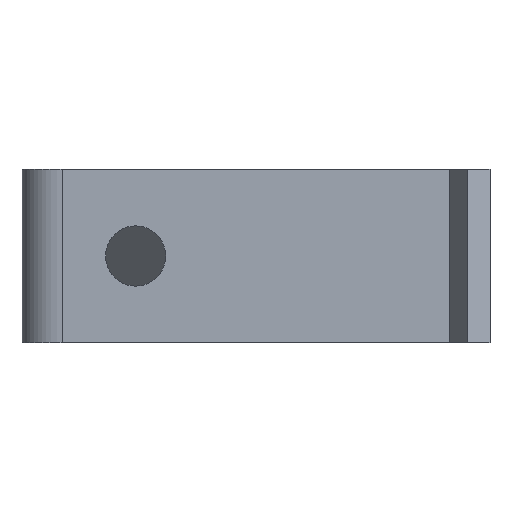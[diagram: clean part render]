
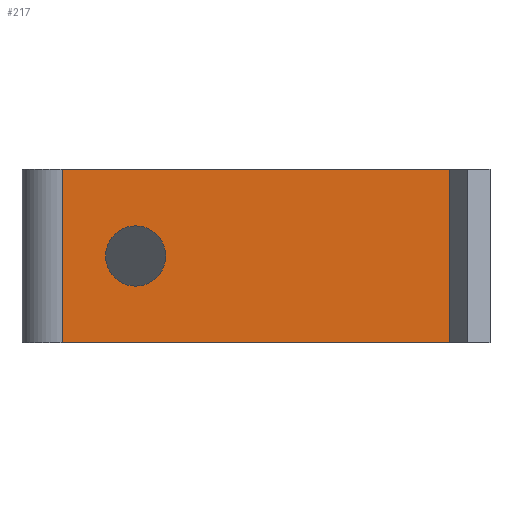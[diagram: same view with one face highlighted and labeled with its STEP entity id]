
A CAD part, left-side view. The second image highlights one B-rep face of the part: STEP entity #217.
In plain terms, the highlighted planar face has unit normal (-1, 0, 0).
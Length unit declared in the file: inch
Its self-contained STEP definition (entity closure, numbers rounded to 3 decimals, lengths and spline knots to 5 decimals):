
#135=EDGE_CURVE('',#312,#256,#313,.T.);
#141=EDGE_CURVE('',#305,#256,#322,.T.);
#173=EDGE_CURVE('',#308,#312,#363,.T.);
#181=EDGE_CURVE('',#305,#308,#373,.T.);
#217=ADVANCED_FACE('',(#420,#421),#422,.T.);
#256=VERTEX_POINT('',#465);
#305=VERTEX_POINT('',#556);
#308=VERTEX_POINT('',#563);
#312=VERTEX_POINT('',#569);
#313=LINE('',#570,#571);
#322=LINE('',#583,#584);
#363=LINE('',#661,#662);
#373=LINE('',#681,#682);
#420=FACE_BOUND('',#784,.T.);
#421=FACE_OUTER_BOUND('',#785,.T.);
#422=PLANE('',#786);
#465=CARTESIAN_POINT('',(-0.13983,4.00081,1.625));
#556=CARTESIAN_POINT('',(-0.13983,4.00081,0.0));
#563=CARTESIAN_POINT('',(-0.13983,0.37592,0.0));
#569=CARTESIAN_POINT('',(-0.13983,0.37592,1.625));
#570=CARTESIAN_POINT('',(-0.13983,4.00081,1.625));
#571=VECTOR('',#904,1.0);
#583=CARTESIAN_POINT('',(-0.13983,4.00081,0.0));
#584=VECTOR('',#914,1.0);
#661=CARTESIAN_POINT('',(-0.13983,0.37592,0.0));
#662=VECTOR('',#940,1.0);
#681=CARTESIAN_POINT('',(-0.13983,4.00081,0.0));
#682=VECTOR('',#948,1.0);
#784=EDGE_LOOP('',(#1024,#1025,#1026,#1027));
#785=EDGE_LOOP('',(#1028,#1029,#1030,#1031));
#786=AXIS2_PLACEMENT_3D('',#1032,#1033,#1034);
#904=DIRECTION('',(0.0,1.0,0.0));
#914=DIRECTION('',(0.0,0.0,1.0));
#940=DIRECTION('',(0.0,0.0,1.0));
#948=DIRECTION('',(0.0,-1.0,0.0));
#1024=ORIENTED_EDGE('',*,*,#1104,.T.);
#1025=ORIENTED_EDGE('',*,*,#1107,.T.);
#1026=ORIENTED_EDGE('',*,*,#1074,.T.);
#1027=ORIENTED_EDGE('',*,*,#1088,.T.);
#1028=ORIENTED_EDGE('',*,*,#135,.T.);
#1029=ORIENTED_EDGE('',*,*,#141,.F.);
#1030=ORIENTED_EDGE('',*,*,#181,.T.);
#1031=ORIENTED_EDGE('',*,*,#173,.T.);
#1032=CARTESIAN_POINT('',(-0.13983,2.18837,0.0));
#1033=DIRECTION('',(-1.0,0.0,0.0));
#1034=DIRECTION('',(0.0,-1.0,0.0));
#1074=EDGE_CURVE('',#1147,#1145,#1148,.T.);
#1088=EDGE_CURVE('',#1145,#1168,#1170,.T.);
#1104=EDGE_CURVE('',#1168,#1189,#1191,.T.);
#1107=EDGE_CURVE('',#1189,#1147,#1194,.T.);
#1145=VERTEX_POINT('',#1246);
#1147=VERTEX_POINT('',#1249);
#1148=B_SPLINE_CURVE_WITH_KNOTS('',3,(#1250,#1251,#1252,#1253),.UNSPECIFIED.,.F.,.F.,(4,4),(0.0,1.0),.UNSPECIFIED.);
#1168=VERTEX_POINT('',#1298);
#1170=B_SPLINE_CURVE_WITH_KNOTS('',3,(#1301,#1302,#1303,#1304),.UNSPECIFIED.,.F.,.F.,(4,4),(0.0,1.0),.UNSPECIFIED.);
#1189=VERTEX_POINT('',#1338);
#1191=B_SPLINE_CURVE_WITH_KNOTS('',3,(#1341,#1342,#1343,#1344),.UNSPECIFIED.,.F.,.F.,(4,4),(0.0,1.0),.UNSPECIFIED.);
#1194=B_SPLINE_CURVE_WITH_KNOTS('',3,(#1347,#1348,#1349,#1350),.UNSPECIFIED.,.F.,.F.,(4,4),(0.0,1.0),.UNSPECIFIED.);
#1246=CARTESIAN_POINT('',(-0.13983,3.03206,0.8125));
#1249=CARTESIAN_POINT('',(-0.13983,3.31331,1.09375));
#1250=CARTESIAN_POINT('',(-0.13983,3.31331,1.09375));
#1251=CARTESIAN_POINT('',(-0.13983,3.15798,1.09375));
#1252=CARTESIAN_POINT('',(-0.13983,3.03206,0.96783));
#1253=CARTESIAN_POINT('',(-0.13983,3.03206,0.8125));
#1298=CARTESIAN_POINT('',(-0.13983,3.31331,0.53125));
#1301=CARTESIAN_POINT('',(-0.13983,3.03206,0.8125));
#1302=CARTESIAN_POINT('',(-0.13983,3.03206,0.65717));
#1303=CARTESIAN_POINT('',(-0.13983,3.15798,0.53125));
#1304=CARTESIAN_POINT('',(-0.13983,3.31331,0.53125));
#1338=CARTESIAN_POINT('',(-0.13983,3.59456,0.8125));
#1341=CARTESIAN_POINT('',(-0.13983,3.31331,0.53125));
#1342=CARTESIAN_POINT('',(-0.13983,3.46863,0.53125));
#1343=CARTESIAN_POINT('',(-0.13983,3.59456,0.65717));
#1344=CARTESIAN_POINT('',(-0.13983,3.59456,0.8125));
#1347=CARTESIAN_POINT('',(-0.13983,3.59456,0.8125));
#1348=CARTESIAN_POINT('',(-0.13983,3.59456,0.96783));
#1349=CARTESIAN_POINT('',(-0.13983,3.46863,1.09375));
#1350=CARTESIAN_POINT('',(-0.13983,3.31331,1.09375));
